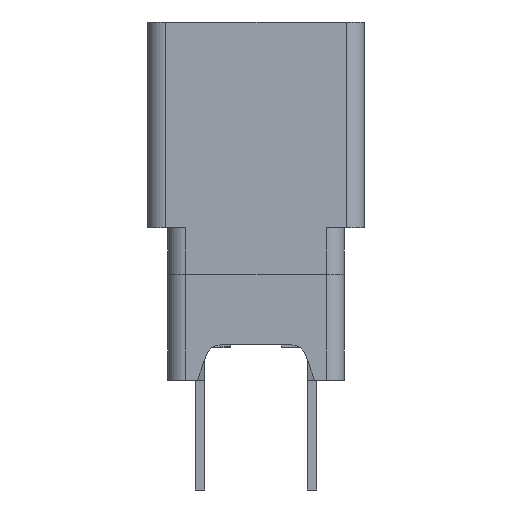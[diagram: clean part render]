
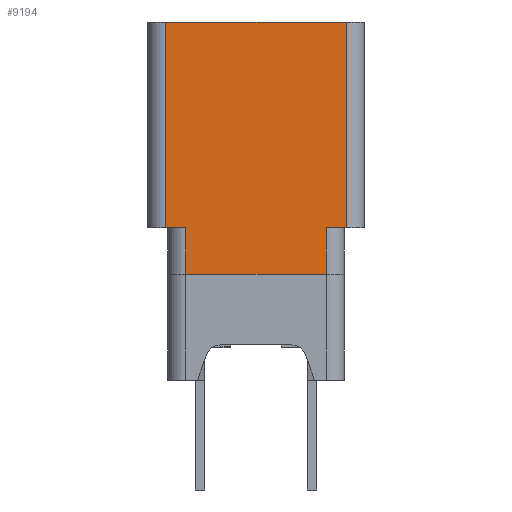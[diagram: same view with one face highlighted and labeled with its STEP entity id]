
A CAD part, left-side view. The second image highlights one B-rep face of the part: STEP entity #9194.
In plain terms, the highlighted planar face has unit normal (-1, 0, 0).
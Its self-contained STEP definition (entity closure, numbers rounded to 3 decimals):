
#3=DIRECTION('',(0.,0.,-1.));
#4=VECTOR('',#3,2.032);
#5=CARTESIAN_POINT('',(-41.402,-3.048,-8.89));
#6=LINE('',#5,#4);
#7=DIRECTION('',(0.,0.,-1.));
#8=VECTOR('',#7,2.032);
#9=CARTESIAN_POINT('',(-41.402,3.048,-8.89));
#10=LINE('',#9,#8);
#11=DIRECTION('',(0.,0.,-1.));
#12=VECTOR('',#11,8.89);
#13=CARTESIAN_POINT('',(-41.402,3.912,0.));
#14=LINE('',#13,#12);
#15=DIRECTION('',(0.,-1.,0.));
#16=VECTOR('',#15,7.823);
#17=CARTESIAN_POINT('',(-41.402,3.912,0.));
#18=LINE('',#17,#16);
#19=DIRECTION('',(0.,0.,1.));
#20=VECTOR('',#19,8.89);
#21=CARTESIAN_POINT('',(-41.402,-3.912,-8.89));
#22=LINE('',#21,#20);
#37=DIRECTION('',(0.,-1.,0.));
#38=VECTOR('',#37,0.864);
#39=CARTESIAN_POINT('',(-41.402,3.912,-8.89));
#40=LINE('',#39,#38);
#41=DIRECTION('',(0.,-1.,0.));
#42=VECTOR('',#41,0.864);
#43=CARTESIAN_POINT('',(-41.402,-3.048,-8.89));
#44=LINE('',#43,#42);
#101=DIRECTION('',(0.,1.,0.));
#102=VECTOR('',#101,6.096);
#103=CARTESIAN_POINT('',(-41.402,-3.048,-10.922));
#104=LINE('',#103,#102);
#7667=CARTESIAN_POINT('',(-41.402,-3.912,0.));
#7669=VERTEX_POINT('',#7667);
#7673=CARTESIAN_POINT('',(-41.402,-3.912,-8.89));
#7674=VERTEX_POINT('',#7673);
#7675=CARTESIAN_POINT('',(-41.402,3.912,-8.89));
#7677=VERTEX_POINT('',#7675);
#7681=CARTESIAN_POINT('',(-41.402,3.912,0.));
#7682=VERTEX_POINT('',#7681);
#7703=CARTESIAN_POINT('',(-41.402,-3.048,-10.922));
#7704=CARTESIAN_POINT('',(-41.402,3.048,-10.922));
#7705=VERTEX_POINT('',#7703);
#7706=VERTEX_POINT('',#7704);
#7716=CARTESIAN_POINT('',(-41.402,3.048,-8.89));
#7718=VERTEX_POINT('',#7716);
#7719=CARTESIAN_POINT('',(-41.402,-3.048,-8.89));
#7721=VERTEX_POINT('',#7719);
#9171=CARTESIAN_POINT('',(-41.402,0.,0.));
#9172=DIRECTION('',(1.,0.,0.));
#9173=DIRECTION('',(0.,-1.,0.));
#9174=AXIS2_PLACEMENT_3D('',#9171,#9172,#9173);
#9175=PLANE('',#9174);
#9177=ORIENTED_EDGE('',*,*,#9176,.F.);
#9179=ORIENTED_EDGE('',*,*,#9178,.T.);
#9181=ORIENTED_EDGE('',*,*,#9180,.T.);
#9183=ORIENTED_EDGE('',*,*,#9182,.F.);
#9185=ORIENTED_EDGE('',*,*,#9184,.F.);
#9187=ORIENTED_EDGE('',*,*,#9186,.F.);
#9189=ORIENTED_EDGE('',*,*,#9188,.T.);
#9191=ORIENTED_EDGE('',*,*,#9190,.F.);
#9192=EDGE_LOOP('',(#9177,#9179,#9181,#9183,#9185,#9187,#9189,#9191));
#9193=FACE_OUTER_BOUND('',#9192,.F.);
#9176=EDGE_CURVE('',#7721,#7674,#44,.T.);
#9178=EDGE_CURVE('',#7721,#7705,#6,.T.);
#9180=EDGE_CURVE('',#7705,#7706,#104,.T.);
#9182=EDGE_CURVE('',#7718,#7706,#10,.T.);
#9184=EDGE_CURVE('',#7677,#7718,#40,.T.);
#9186=EDGE_CURVE('',#7682,#7677,#14,.T.);
#9188=EDGE_CURVE('',#7682,#7669,#18,.T.);
#9190=EDGE_CURVE('',#7674,#7669,#22,.T.);
#9194=ADVANCED_FACE('',(#9193),#9175,.F.);
